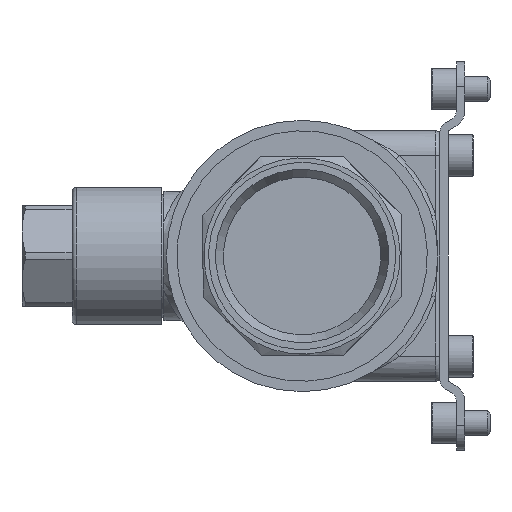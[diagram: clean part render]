
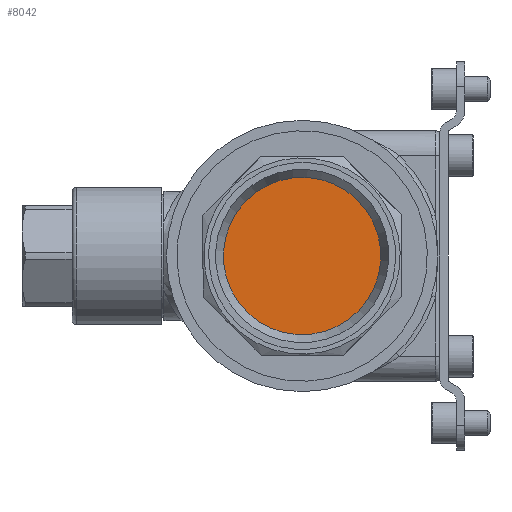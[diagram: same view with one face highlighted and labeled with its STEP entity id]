
A CAD part, left-side view. The second image highlights one B-rep face of the part: STEP entity #8042.
In plain terms, the highlighted planar face has unit normal (-1, 0, 0).
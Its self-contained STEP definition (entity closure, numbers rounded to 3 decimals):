
#1858=FACE_OUTER_BOUND('',#2342,.T.);
#2342=EDGE_LOOP('',(#5605,#5606));
#2870=CIRCLE('',#8624,18.85);
#2871=CIRCLE('',#8625,18.85);
#3278=VERTEX_POINT('',#11463);
#3279=VERTEX_POINT('',#11464);
#4181=EDGE_CURVE('',#3278,#3279,#2870,.T.);
#4182=EDGE_CURVE('',#3279,#3278,#2871,.T.);
#5605=ORIENTED_EDGE('',*,*,#4181,.T.);
#5606=ORIENTED_EDGE('',*,*,#4182,.T.);
#7833=PLANE('',#8623);
#8042=ADVANCED_FACE('',(#1858),#7833,.T.);
#8623=AXIS2_PLACEMENT_3D('',#11462,#9545,#9546);
#8624=AXIS2_PLACEMENT_3D('',#11465,#9547,#9548);
#8625=AXIS2_PLACEMENT_3D('',#11466,#9549,#9550);
#9545=DIRECTION('center_axis',(-1.,0.,0.));
#9546=DIRECTION('ref_axis',(0.,0.923,-0.384));
#9547=DIRECTION('center_axis',(-1.,0.,0.));
#9548=DIRECTION('ref_axis',(0.,-0.111,-0.994));
#9549=DIRECTION('center_axis',(-1.,0.,0.));
#9550=DIRECTION('ref_axis',(0.,-0.111,-0.994));
#11462=CARTESIAN_POINT('Origin',(-37.1,0.,0.));
#11463=CARTESIAN_POINT('',(-37.1,-2.083,-18.735));
#11464=CARTESIAN_POINT('',(-37.1,2.083,18.735));
#11465=CARTESIAN_POINT('Origin',(-37.1,0.,0.));
#11466=CARTESIAN_POINT('Origin',(-37.1,0.,0.));
